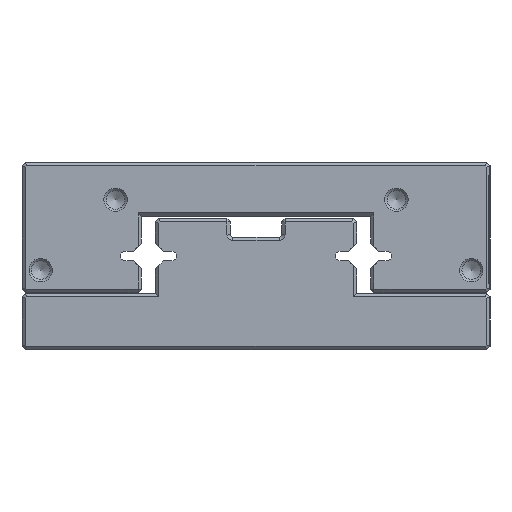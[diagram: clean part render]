
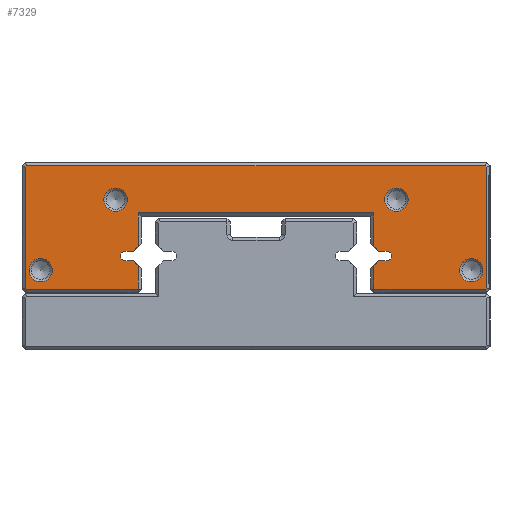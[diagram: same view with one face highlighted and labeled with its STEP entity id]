
A CAD part, left-side view. The second image highlights one B-rep face of the part: STEP entity #7329.
In plain terms, the highlighted planar face has unit normal (-1, 0, 0).
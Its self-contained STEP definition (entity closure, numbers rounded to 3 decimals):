
#5558=FACE_BOUND('',#11892,.T.);
#5559=FACE_BOUND('',#11893,.T.);
#5560=FACE_BOUND('',#11894,.T.);
#5561=FACE_BOUND('',#11895,.T.);
#5562=FACE_BOUND('',#11896,.T.);
#6514=CIRCLE('',#33886,1.);
#6545=CIRCLE('',#33925,1.);
#6551=CIRCLE('',#33937,2.5);
#6552=CIRCLE('',#33938,2.5);
#6553=CIRCLE('',#33939,2.5);
#6554=CIRCLE('',#33940,2.5);
#7329=ADVANCED_FACE('',(#5558,#5559,#5560,#5561,#5562),#8931,.T.);
#8931=PLANE('',#33941);
#11892=EDGE_LOOP('',(#16059,#16060,#16061,#16062,#16063,#16064,#16065,#16066,
#16067,#16068,#16069,#16070,#16071,#16072,#16073,#16074,#16075,#16076,#16077,
#16078,#16079,#16080,#16081,#16082));
#11893=EDGE_LOOP('',(#16083));
#11894=EDGE_LOOP('',(#16084));
#11895=EDGE_LOOP('',(#16085));
#11896=EDGE_LOOP('',(#16086));
#16059=ORIENTED_EDGE('',*,*,#25253,.F.);
#16060=ORIENTED_EDGE('',*,*,#25294,.T.);
#16061=ORIENTED_EDGE('',*,*,#25295,.T.);
#16062=ORIENTED_EDGE('',*,*,#25296,.T.);
#16063=ORIENTED_EDGE('',*,*,#25158,.F.);
#16064=ORIENTED_EDGE('',*,*,#25152,.F.);
#16065=ORIENTED_EDGE('',*,*,#25149,.F.);
#16066=ORIENTED_EDGE('',*,*,#25146,.F.);
#16067=ORIENTED_EDGE('',*,*,#25144,.F.);
#16068=ORIENTED_EDGE('',*,*,#25297,.T.);
#16069=ORIENTED_EDGE('',*,*,#25298,.T.);
#16070=ORIENTED_EDGE('',*,*,#25299,.T.);
#16071=ORIENTED_EDGE('',*,*,#25300,.T.);
#16072=ORIENTED_EDGE('',*,*,#25301,.T.);
#16073=ORIENTED_EDGE('',*,*,#25302,.T.);
#16074=ORIENTED_EDGE('',*,*,#25303,.T.);
#16075=ORIENTED_EDGE('',*,*,#25304,.T.);
#16076=ORIENTED_EDGE('',*,*,#25305,.T.);
#16077=ORIENTED_EDGE('',*,*,#25306,.T.);
#16078=ORIENTED_EDGE('',*,*,#25307,.T.);
#16079=ORIENTED_EDGE('',*,*,#25267,.F.);
#16080=ORIENTED_EDGE('',*,*,#25261,.F.);
#16081=ORIENTED_EDGE('',*,*,#25258,.F.);
#16082=ORIENTED_EDGE('',*,*,#25255,.F.);
#16083=ORIENTED_EDGE('',*,*,#25308,.T.);
#16084=ORIENTED_EDGE('',*,*,#25309,.T.);
#16085=ORIENTED_EDGE('',*,*,#25310,.T.);
#16086=ORIENTED_EDGE('',*,*,#25311,.T.);
#22232=VERTEX_POINT('',#46132);
#22233=VERTEX_POINT('',#46134);
#22234=VERTEX_POINT('',#46138);
#22236=VERTEX_POINT('',#46144);
#22238=VERTEX_POINT('',#46150);
#22243=VERTEX_POINT('',#46162);
#22307=VERTEX_POINT('',#46324);
#22308=VERTEX_POINT('',#46326);
#22309=VERTEX_POINT('',#46330);
#22311=VERTEX_POINT('',#46336);
#22313=VERTEX_POINT('',#46342);
#22318=VERTEX_POINT('',#46354);
#22341=VERTEX_POINT('',#46408);
#22342=VERTEX_POINT('',#46410);
#22343=VERTEX_POINT('',#46413);
#22344=VERTEX_POINT('',#46415);
#22345=VERTEX_POINT('',#46417);
#22346=VERTEX_POINT('',#46419);
#22347=VERTEX_POINT('',#46421);
#22348=VERTEX_POINT('',#46423);
#22349=VERTEX_POINT('',#46425);
#22350=VERTEX_POINT('',#46427);
#22351=VERTEX_POINT('',#46429);
#22352=VERTEX_POINT('',#46431);
#22353=VERTEX_POINT('',#46434);
#22354=VERTEX_POINT('',#46436);
#22355=VERTEX_POINT('',#46438);
#22356=VERTEX_POINT('',#46440);
#25144=EDGE_CURVE('',#22232,#22233,#28458,.T.);
#25146=EDGE_CURVE('',#22233,#22234,#28460,.T.);
#25149=EDGE_CURVE('',#22234,#22236,#6514,.T.);
#25152=EDGE_CURVE('',#22236,#22238,#28464,.T.);
#25158=EDGE_CURVE('',#22238,#22243,#28470,.T.);
#25253=EDGE_CURVE('',#22307,#22308,#28536,.T.);
#25255=EDGE_CURVE('',#22308,#22309,#28538,.T.);
#25258=EDGE_CURVE('',#22309,#22311,#6545,.T.);
#25261=EDGE_CURVE('',#22311,#22313,#28542,.T.);
#25267=EDGE_CURVE('',#22313,#22318,#28548,.T.);
#25294=EDGE_CURVE('',#22307,#22341,#28571,.T.);
#25295=EDGE_CURVE('',#22341,#22342,#28572,.T.);
#25296=EDGE_CURVE('',#22342,#22243,#28573,.T.);
#25297=EDGE_CURVE('',#22232,#22343,#28574,.T.);
#25298=EDGE_CURVE('',#22343,#22344,#28575,.T.);
#25299=EDGE_CURVE('',#22344,#22345,#28576,.T.);
#25300=EDGE_CURVE('',#22345,#22346,#28577,.T.);
#25301=EDGE_CURVE('',#22346,#22347,#28578,.T.);
#25302=EDGE_CURVE('',#22347,#22348,#28579,.T.);
#25303=EDGE_CURVE('',#22348,#22349,#28580,.T.);
#25304=EDGE_CURVE('',#22349,#22350,#28581,.T.);
#25305=EDGE_CURVE('',#22350,#22351,#28582,.T.);
#25306=EDGE_CURVE('',#22351,#22352,#28583,.T.);
#25307=EDGE_CURVE('',#22352,#22318,#28584,.T.);
#25308=EDGE_CURVE('',#22353,#22353,#6551,.T.);
#25309=EDGE_CURVE('',#22354,#22354,#6552,.T.);
#25310=EDGE_CURVE('',#22355,#22355,#6553,.T.);
#25311=EDGE_CURVE('',#22356,#22356,#6554,.T.);
#28458=LINE('',#46133,#31270);
#28460=LINE('',#46137,#31272);
#28464=LINE('',#46149,#31276);
#28470=LINE('',#46161,#31282);
#28536=LINE('',#46325,#31348);
#28538=LINE('',#46329,#31350);
#28542=LINE('',#46341,#31354);
#28548=LINE('',#46353,#31360);
#28571=LINE('',#46407,#31383);
#28572=LINE('',#46409,#31384);
#28573=LINE('',#46411,#31385);
#28574=LINE('',#46412,#31386);
#28575=LINE('',#46414,#31387);
#28576=LINE('',#46416,#31388);
#28577=LINE('',#46418,#31389);
#28578=LINE('',#46420,#31390);
#28579=LINE('',#46422,#31391);
#28580=LINE('',#46424,#31392);
#28581=LINE('',#46426,#31393);
#28582=LINE('',#46428,#31394);
#28583=LINE('',#46430,#31395);
#28584=LINE('',#46432,#31396);
#31270=VECTOR('',#37906,1.);
#31272=VECTOR('',#37910,1.);
#31276=VECTOR('',#37922,1.);
#31282=VECTOR('',#37930,1.);
#31348=VECTOR('',#38062,1.);
#31350=VECTOR('',#38066,1.);
#31354=VECTOR('',#38078,1.);
#31360=VECTOR('',#38086,1.);
#31383=VECTOR('',#38125,1.);
#31384=VECTOR('',#38126,1.);
#31385=VECTOR('',#38127,1.);
#31386=VECTOR('',#38128,1.);
#31387=VECTOR('',#38129,1.);
#31388=VECTOR('',#38130,1.);
#31389=VECTOR('',#38131,1.);
#31390=VECTOR('',#38132,1.);
#31391=VECTOR('',#38133,1.);
#31392=VECTOR('',#38134,1.);
#31393=VECTOR('',#38135,1.);
#31394=VECTOR('',#38136,1.);
#31395=VECTOR('',#38137,1.);
#31396=VECTOR('',#38138,1.);
#33886=AXIS2_PLACEMENT_3D('',#46143,#37915,#37916);
#33925=AXIS2_PLACEMENT_3D('',#46335,#38071,#38072);
#33937=AXIS2_PLACEMENT_3D('',#46433,#38139,#38140);
#33938=AXIS2_PLACEMENT_3D('',#46435,#38141,#38142);
#33939=AXIS2_PLACEMENT_3D('',#46437,#38143,#38144);
#33940=AXIS2_PLACEMENT_3D('',#46439,#38145,#38146);
#33941=AXIS2_PLACEMENT_3D('',#46441,#38147,#38148);
#37906=DIRECTION('',(0.,-0.707,0.707));
#37910=DIRECTION('',(0.,-1.,0.));
#37915=DIRECTION('',(-1.,0.,0.));
#37916=DIRECTION('',(0.,0.,-1.));
#37922=DIRECTION('',(0.,1.,0.));
#37930=DIRECTION('',(0.,0.707,0.707));
#38062=DIRECTION('',(0.,0.707,-0.707));
#38066=DIRECTION('',(0.,1.,0.));
#38071=DIRECTION('',(-1.,0.,0.));
#38072=DIRECTION('',(0.,0.,1.));
#38078=DIRECTION('',(0.,-1.,0.));
#38086=DIRECTION('',(0.,-0.707,-0.707));
#38125=DIRECTION('',(0.,0.,1.));
#38126=DIRECTION('',(0.,-1.,0.));
#38127=DIRECTION('',(0.,0.,-1.));
#38128=DIRECTION('',(0.,0.,-1.));
#38129=DIRECTION('',(0.,-1.,0.));
#38130=DIRECTION('',(0.,-0.707,0.707));
#38131=DIRECTION('',(0.,0.,1.));
#38132=DIRECTION('',(0.,0.707,0.707));
#38133=DIRECTION('',(0.,1.,0.));
#38134=DIRECTION('',(0.,0.707,-0.707));
#38135=DIRECTION('',(0.,0.,-1.));
#38136=DIRECTION('',(0.,-0.707,-0.707));
#38137=DIRECTION('',(0.,-1.,0.));
#38138=DIRECTION('',(0.,0.,1.));
#38139=DIRECTION('',(1.,0.,0.));
#38140=DIRECTION('',(0.,0.,-1.));
#38141=DIRECTION('',(1.,0.,0.));
#38142=DIRECTION('',(0.,0.,-1.));
#38143=DIRECTION('',(1.,0.,0.));
#38144=DIRECTION('',(0.,0.,-1.));
#38145=DIRECTION('',(1.,0.,0.));
#38146=DIRECTION('',(0.,0.,-1.));
#38147=DIRECTION('',(-1.,0.,0.));
#38148=DIRECTION('',(0.,0.,1.));
#46132=CARTESIAN_POINT('',(80.,24.8,17.957));
#46133=CARTESIAN_POINT('',(80.,25.5,17.257));
#46134=CARTESIAN_POINT('',(80.,23.757,19.));
#46137=CARTESIAN_POINT('',(80.,23.757,19.));
#46138=CARTESIAN_POINT('',(80.,22.,19.));
#46143=CARTESIAN_POINT('',(80.,22.,20.));
#46144=CARTESIAN_POINT('',(80.,22.,21.));
#46149=CARTESIAN_POINT('',(80.,22.,21.));
#46150=CARTESIAN_POINT('',(80.,23.757,21.));
#46161=CARTESIAN_POINT('',(80.,23.757,21.));
#46162=CARTESIAN_POINT('',(80.,24.8,22.043));
#46324=CARTESIAN_POINT('',(80.,75.2,22.043));
#46325=CARTESIAN_POINT('',(80.,74.5,22.743));
#46326=CARTESIAN_POINT('',(80.,76.243,21.));
#46329=CARTESIAN_POINT('',(80.,76.243,21.));
#46330=CARTESIAN_POINT('',(80.,78.,21.));
#46335=CARTESIAN_POINT('',(80.,78.,20.));
#46336=CARTESIAN_POINT('',(80.,78.,19.));
#46341=CARTESIAN_POINT('',(80.,78.,19.));
#46342=CARTESIAN_POINT('',(80.,76.243,19.));
#46353=CARTESIAN_POINT('',(80.,76.243,19.));
#46354=CARTESIAN_POINT('',(80.,75.2,17.957));
#46407=CARTESIAN_POINT('',(80.,75.2,28.5));
#46408=CARTESIAN_POINT('',(80.,75.2,29.2));
#46409=CARTESIAN_POINT('',(80.,25.5,29.2));
#46410=CARTESIAN_POINT('',(80.,24.8,29.2));
#46411=CARTESIAN_POINT('',(80.,24.8,22.743));
#46412=CARTESIAN_POINT('',(80.,24.8,12.2));
#46413=CARTESIAN_POINT('',(80.,24.8,12.9));
#46414=CARTESIAN_POINT('',(80.,0.7,12.9));
#46415=CARTESIAN_POINT('',(80.,0.99,12.9));
#46416=CARTESIAN_POINT('',(80.,7.945,5.945));
#46417=CARTESIAN_POINT('',(80.,0.7,13.19));
#46418=CARTESIAN_POINT('',(80.,0.7,39.3));
#46419=CARTESIAN_POINT('',(80.,0.7,39.01));
#46420=CARTESIAN_POINT('',(80.,1.845,40.155));
#46421=CARTESIAN_POINT('',(80.,0.99,39.3));
#46422=CARTESIAN_POINT('',(80.,99.3,39.3));
#46423=CARTESIAN_POINT('',(80.,99.01,39.3));
#46424=CARTESIAN_POINT('',(80.,70.155,68.155));
#46425=CARTESIAN_POINT('',(80.,99.3,39.01));
#46426=CARTESIAN_POINT('',(80.,99.3,12.9));
#46427=CARTESIAN_POINT('',(80.,99.3,13.19));
#46428=CARTESIAN_POINT('',(80.,64.055,-22.055));
#46429=CARTESIAN_POINT('',(80.,99.01,12.9));
#46430=CARTESIAN_POINT('',(80.,74.5,12.9));
#46431=CARTESIAN_POINT('',(80.,75.2,12.9));
#46432=CARTESIAN_POINT('',(80.,75.2,17.257));
#46433=CARTESIAN_POINT('',(80.,96.,17.));
#46434=CARTESIAN_POINT('',(80.,96.,14.5));
#46435=CARTESIAN_POINT('',(80.,4.,17.));
#46436=CARTESIAN_POINT('',(80.,4.,14.5));
#46437=CARTESIAN_POINT('',(80.,20.,32.));
#46438=CARTESIAN_POINT('',(80.,20.,29.5));
#46439=CARTESIAN_POINT('',(80.,80.,32.));
#46440=CARTESIAN_POINT('',(80.,80.,29.5));
#46441=CARTESIAN_POINT('',(80.,22.,20.));
